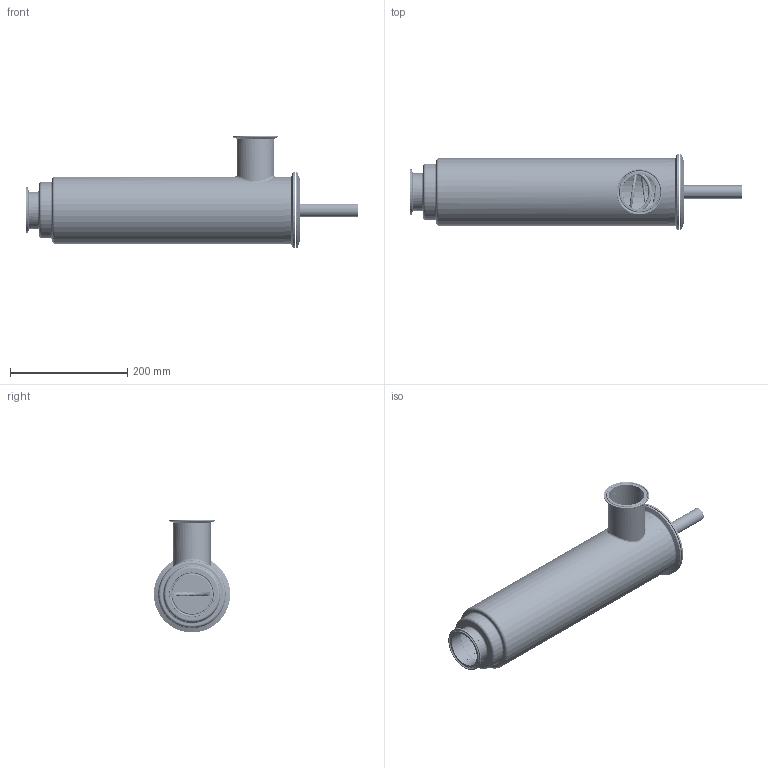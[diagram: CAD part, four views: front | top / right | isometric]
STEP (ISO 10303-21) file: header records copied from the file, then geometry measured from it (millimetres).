
FILE_DESCRIPTION(/* description */ (''),/* implementation_level */ '2;1');
FILE_NAME(/* name */ 'KEC02500.stp',/* time_stamp */ '2021-07-30T10:52:56-04:00',/* author */ ('ken'),/* organization */ (''),/* preprocessor_version */ 'ST-DEVELOPER v18',/* originating_system */ 'Autodesk Inventor 2020',/* authorisation */ '');
FILE_SCHEMA (('AUTOMOTIVE_DESIGN { 1 0 10303 214 3 1 1 }'));
Length unit declared in the file: inch
Products named in the file (12): KEC02500; KEI02520; KES02500; FAD04000; HOUSING SIDE SPOOL 45X25; AAQ02500; KEQ00020; FAA04000; 875ROUND; KEQ00040; KEP00040 COMPRESSED; KEM00050
Assembly tree (12 placements, depth 3):
  KEC02500
    KEI02520
      KES02500
      AAQ02500  x2
      FAD04000
      HOUSING SIDE SPOOL 45X25
    KEQ00020
      FAA04000
      875ROUND
    KEQ00040
    KEP00040 COMPRESSED
    KEM00050
Bounding box: 565.16 x 130.11 x 192.06 mm (x, y, z)
Volume: 619402.6 mm3; surface area: 550821.9 mm2
Topology: 10 solids, 10 shells, 1217 faces, 5855 edges, 4667 vertices
Faces by surface type: cylinder 1133, torus 34, plane 29, cone 12, bspline 9
Full cylindrical faces by diameter (mm): 6.35 x1110, 22.225 x1, 60.198 x4, 63.5 x4, 77.394 x2, 85.09 x1, 88.9 x1, 92.71 x1, 96.012 x1, 109.931 x1, 110.084 x2, 114.3 x3, 130.175 x2
Entity records: 133021 total; most frequent: CARTESIAN_POINT 89012, ORIENTED_EDGE 11592, EDGE_CURVE 5796, VERTEX_POINT 4622, B_SPLINE_CURVE_WITH_KNOTS 4446, DIRECTION 3988, EDGE_LOOP 3440, FACE_BOUND 2240
